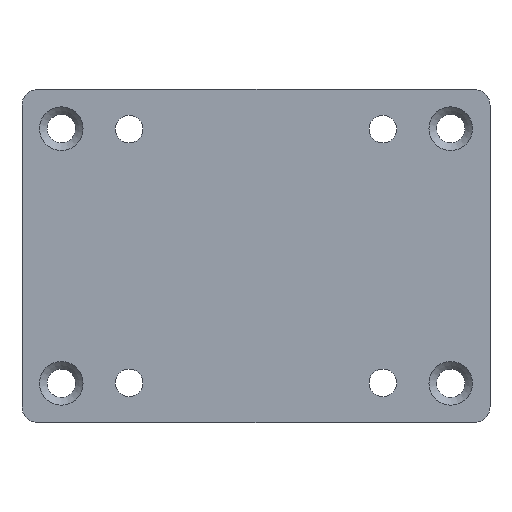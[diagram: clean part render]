
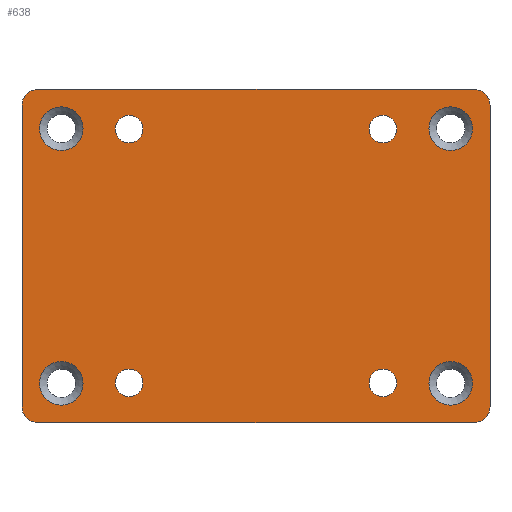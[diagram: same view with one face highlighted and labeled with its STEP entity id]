
A CAD part, front view. The second image highlights one B-rep face of the part: STEP entity #638.
In plain terms, the highlighted planar face has unit normal (0, -1, 0).
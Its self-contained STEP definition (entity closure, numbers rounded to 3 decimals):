
#47=FACE_BOUND('',#213,.T.);
#48=FACE_BOUND('',#214,.T.);
#49=FACE_BOUND('',#215,.T.);
#50=FACE_BOUND('',#216,.T.);
#51=FACE_BOUND('',#217,.T.);
#52=FACE_BOUND('',#218,.T.);
#53=FACE_BOUND('',#219,.T.);
#54=FACE_BOUND('',#220,.T.);
#83=LINE('',#1122,#119);
#84=LINE('',#1126,#120);
#85=LINE('',#1130,#121);
#86=LINE('',#1134,#122);
#119=VECTOR('',#929,1000.);
#120=VECTOR('',#932,1000.);
#121=VECTOR('',#935,1000.);
#122=VECTOR('',#938,1000.);
#132=PLANE('',#738);
#166=FACE_OUTER_BOUND('',#212,.T.);
#212=EDGE_LOOP('',(#553,#554,#555,#556,#557,#558,#559,#560));
#213=EDGE_LOOP('',(#561));
#214=EDGE_LOOP('',(#562));
#215=EDGE_LOOP('',(#563));
#216=EDGE_LOOP('',(#564));
#217=EDGE_LOOP('',(#565));
#218=EDGE_LOOP('',(#566));
#219=EDGE_LOOP('',(#567));
#220=EDGE_LOOP('',(#568));
#266=CIRCLE('',#704,1.75);
#268=CIRCLE('',#707,1.75);
#270=CIRCLE('',#710,1.75);
#272=CIRCLE('',#713,1.75);
#274=CIRCLE('',#716,2.75);
#277=CIRCLE('',#721,2.75);
#280=CIRCLE('',#726,2.75);
#283=CIRCLE('',#731,2.75);
#285=CIRCLE('',#739,2.);
#286=CIRCLE('',#740,2.);
#287=CIRCLE('',#741,2.);
#288=CIRCLE('',#742,2.);
#318=VERTEX_POINT('',#1050);
#320=VERTEX_POINT('',#1056);
#322=VERTEX_POINT('',#1062);
#324=VERTEX_POINT('',#1068);
#326=VERTEX_POINT('',#1074);
#329=VERTEX_POINT('',#1084);
#332=VERTEX_POINT('',#1094);
#335=VERTEX_POINT('',#1104);
#337=VERTEX_POINT('',#1120);
#338=VERTEX_POINT('',#1121);
#339=VERTEX_POINT('',#1123);
#340=VERTEX_POINT('',#1125);
#341=VERTEX_POINT('',#1127);
#342=VERTEX_POINT('',#1129);
#343=VERTEX_POINT('',#1131);
#344=VERTEX_POINT('',#1133);
#383=EDGE_CURVE('',#318,#318,#266,.T.);
#386=EDGE_CURVE('',#320,#320,#268,.T.);
#389=EDGE_CURVE('',#322,#322,#270,.T.);
#392=EDGE_CURVE('',#324,#324,#272,.T.);
#395=EDGE_CURVE('',#326,#326,#274,.T.);
#400=EDGE_CURVE('',#329,#329,#277,.T.);
#405=EDGE_CURVE('',#332,#332,#280,.T.);
#410=EDGE_CURVE('',#335,#335,#283,.T.);
#417=EDGE_CURVE('',#337,#338,#83,.T.);
#418=EDGE_CURVE('',#338,#339,#285,.T.);
#419=EDGE_CURVE('',#339,#340,#84,.T.);
#420=EDGE_CURVE('',#340,#341,#286,.T.);
#421=EDGE_CURVE('',#341,#342,#85,.T.);
#422=EDGE_CURVE('',#342,#343,#287,.T.);
#423=EDGE_CURVE('',#343,#344,#86,.T.);
#424=EDGE_CURVE('',#344,#337,#288,.T.);
#553=ORIENTED_EDGE('',*,*,#417,.T.);
#554=ORIENTED_EDGE('',*,*,#418,.T.);
#555=ORIENTED_EDGE('',*,*,#419,.T.);
#556=ORIENTED_EDGE('',*,*,#420,.T.);
#557=ORIENTED_EDGE('',*,*,#421,.T.);
#558=ORIENTED_EDGE('',*,*,#422,.T.);
#559=ORIENTED_EDGE('',*,*,#423,.T.);
#560=ORIENTED_EDGE('',*,*,#424,.T.);
#561=ORIENTED_EDGE('',*,*,#383,.T.);
#562=ORIENTED_EDGE('',*,*,#386,.T.);
#563=ORIENTED_EDGE('',*,*,#389,.T.);
#564=ORIENTED_EDGE('',*,*,#392,.T.);
#565=ORIENTED_EDGE('',*,*,#395,.F.);
#566=ORIENTED_EDGE('',*,*,#400,.F.);
#567=ORIENTED_EDGE('',*,*,#410,.F.);
#568=ORIENTED_EDGE('',*,*,#405,.F.);
#638=ADVANCED_FACE('',(#166,#47,#48,#49,#50,#51,#52,#53,#54),#132,.F.);
#704=AXIS2_PLACEMENT_3D('',#1052,#844,#845);
#707=AXIS2_PLACEMENT_3D('',#1058,#851,#852);
#710=AXIS2_PLACEMENT_3D('',#1064,#858,#859);
#713=AXIS2_PLACEMENT_3D('',#1070,#865,#866);
#716=AXIS2_PLACEMENT_3D('',#1076,#872,#873);
#721=AXIS2_PLACEMENT_3D('',#1086,#884,#885);
#726=AXIS2_PLACEMENT_3D('',#1096,#896,#897);
#731=AXIS2_PLACEMENT_3D('',#1106,#908,#909);
#738=AXIS2_PLACEMENT_3D('',#1119,#927,#928);
#739=AXIS2_PLACEMENT_3D('',#1124,#930,#931);
#740=AXIS2_PLACEMENT_3D('',#1128,#933,#934);
#741=AXIS2_PLACEMENT_3D('',#1132,#936,#937);
#742=AXIS2_PLACEMENT_3D('',#1135,#939,#940);
#844=DIRECTION('center_axis',(0.,1.,0.));
#845=DIRECTION('ref_axis',(-1.,0.,0.));
#851=DIRECTION('center_axis',(0.,1.,0.));
#852=DIRECTION('ref_axis',(-1.,0.,0.));
#858=DIRECTION('center_axis',(0.,1.,0.));
#859=DIRECTION('ref_axis',(-1.,0.,0.));
#865=DIRECTION('center_axis',(0.,1.,0.));
#866=DIRECTION('ref_axis',(-1.,0.,0.));
#872=DIRECTION('center_axis',(0.,-1.,0.));
#873=DIRECTION('ref_axis',(0.,0.,-1.));
#884=DIRECTION('center_axis',(0.,-1.,0.));
#885=DIRECTION('ref_axis',(0.,0.,-1.));
#896=DIRECTION('center_axis',(0.,-1.,0.));
#897=DIRECTION('ref_axis',(0.,0.,-1.));
#908=DIRECTION('center_axis',(0.,-1.,0.));
#909=DIRECTION('ref_axis',(0.,0.,-1.));
#927=DIRECTION('center_axis',(0.,1.,0.));
#928=DIRECTION('ref_axis',(0.,0.,1.));
#929=DIRECTION('',(1.,0.,0.));
#930=DIRECTION('center_axis',(0.,-1.,0.));
#931=DIRECTION('ref_axis',(0.,0.,1.));
#932=DIRECTION('',(0.,0.,1.));
#933=DIRECTION('center_axis',(0.,-1.,0.));
#934=DIRECTION('ref_axis',(0.,0.,1.));
#935=DIRECTION('',(-1.,0.,0.));
#936=DIRECTION('center_axis',(0.,-1.,0.));
#937=DIRECTION('ref_axis',(0.,0.,1.));
#938=DIRECTION('',(0.,0.,-1.));
#939=DIRECTION('center_axis',(0.,-1.,0.));
#940=DIRECTION('ref_axis',(0.,0.,1.));
#1050=CARTESIAN_POINT('',(17.75,0.,16.));
#1052=CARTESIAN_POINT('Origin',(16.,0.,16.));
#1056=CARTESIAN_POINT('',(17.75,0.,-16.));
#1058=CARTESIAN_POINT('Origin',(16.,0.,-16.));
#1062=CARTESIAN_POINT('',(-14.25,0.,16.));
#1064=CARTESIAN_POINT('Origin',(-16.,0.,16.));
#1068=CARTESIAN_POINT('',(-14.25,0.,-16.));
#1070=CARTESIAN_POINT('Origin',(-16.,0.,-16.));
#1074=CARTESIAN_POINT('',(24.55,0.,-13.3));
#1076=CARTESIAN_POINT('Origin',(24.55,0.,-16.05));
#1084=CARTESIAN_POINT('',(24.55,0.,18.8));
#1086=CARTESIAN_POINT('Origin',(24.55,0.,16.05));
#1094=CARTESIAN_POINT('',(-24.55,0.,18.8));
#1096=CARTESIAN_POINT('Origin',(-24.55,0.,16.05));
#1104=CARTESIAN_POINT('',(-24.55,0.,-13.3));
#1106=CARTESIAN_POINT('Origin',(-24.55,0.,-16.05));
#1119=CARTESIAN_POINT('Origin',(0.,0.,0.));
#1120=CARTESIAN_POINT('',(-27.5,0.,-21.));
#1121=CARTESIAN_POINT('',(27.5,0.,-21.));
#1122=CARTESIAN_POINT('',(29.5,0.,-21.));
#1123=CARTESIAN_POINT('',(29.5,0.,-19.));
#1124=CARTESIAN_POINT('Origin',(27.5,0.,-19.));
#1125=CARTESIAN_POINT('',(29.5,0.,19.));
#1126=CARTESIAN_POINT('',(29.5,0.,21.));
#1127=CARTESIAN_POINT('',(27.5,0.,21.));
#1128=CARTESIAN_POINT('Origin',(27.5,0.,19.));
#1129=CARTESIAN_POINT('',(-27.5,0.,21.));
#1130=CARTESIAN_POINT('',(-29.5,0.,21.));
#1131=CARTESIAN_POINT('',(-29.5,0.,19.));
#1132=CARTESIAN_POINT('Origin',(-27.5,0.,19.));
#1133=CARTESIAN_POINT('',(-29.5,0.,-19.));
#1134=CARTESIAN_POINT('',(-29.5,0.,-21.));
#1135=CARTESIAN_POINT('Origin',(-27.5,0.,-19.));
